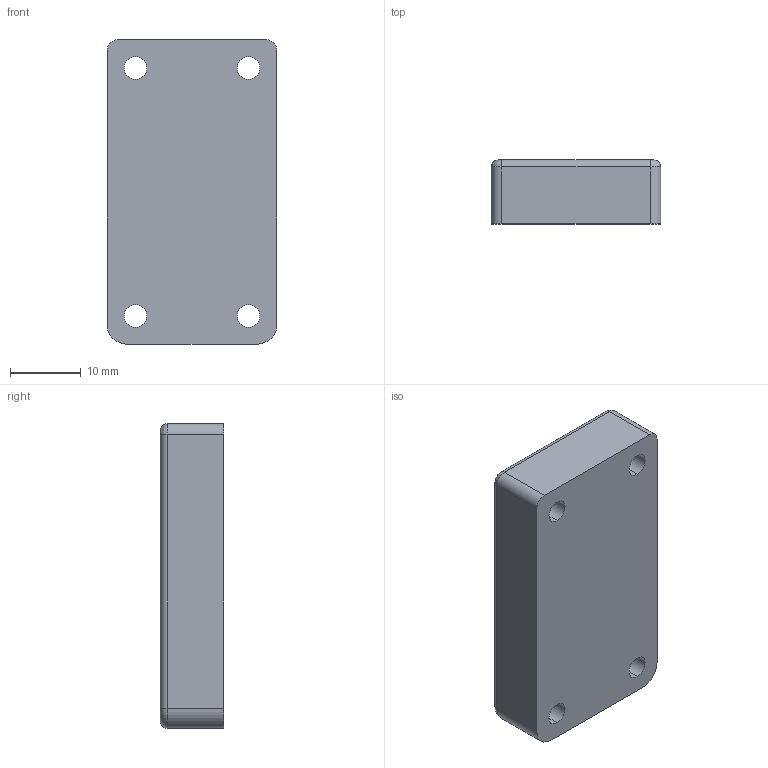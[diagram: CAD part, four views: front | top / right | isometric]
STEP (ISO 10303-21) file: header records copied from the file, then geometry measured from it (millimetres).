
FILE_DESCRIPTION (( 'STEP AP214' ), '1' );
FILE_NAME ('PRT0001.stp.STEP', '2026-01-31T07:41:00', ( '' ), ( '' ), 'SwSTEP 2.0', 'SolidWorks 2024', '' );
FILE_SCHEMA (( 'AUTOMOTIVE_DESIGN' ));
Length unit declared in the file: millimetre
Products named in the file (1): PRT0001.stp
Bounding box: 24 x 9 x 43 mm (x, y, z)
Volume: 8931.8 mm3; surface area: 3469.3 mm2
Topology: 1 solids, 1 shells, 26 faces, 64 edges, 40 vertices
Faces by surface type: cylinder 16, plane 6, bspline 2, torus 2
Entity records: 841 total; most frequent: CARTESIAN_POINT 161, DIRECTION 150, ORIENTED_EDGE 128, EDGE_CURVE 64, AXIS2_PLACEMENT_3D 61, VERTEX_POINT 40, CIRCLE 36, EDGE_LOOP 34
